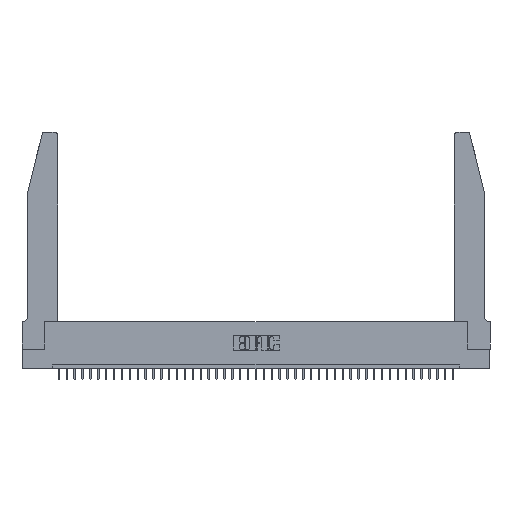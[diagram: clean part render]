
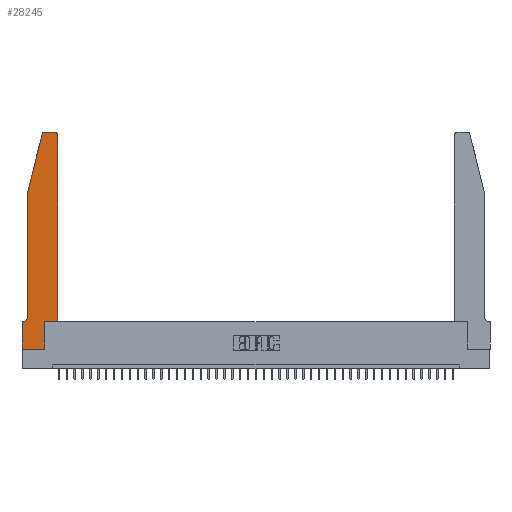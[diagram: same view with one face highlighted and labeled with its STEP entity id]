
A CAD part, top view. The second image highlights one B-rep face of the part: STEP entity #28245.
In plain terms, the highlighted planar face has unit normal (0, 0, 1).
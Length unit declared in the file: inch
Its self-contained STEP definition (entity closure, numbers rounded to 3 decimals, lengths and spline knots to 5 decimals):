
#200 = CARTESIAN_POINT ( 'NONE',  ( 0.2865, 0., 0.37 ) ) ;
#265 = DIRECTION ( 'NONE',  ( 1., 0., 0. ) ) ;
#1805 = CARTESIAN_POINT ( 'NONE',  ( 0.0755, 2., 0.37 ) ) ;
#1921 = VECTOR ( 'NONE', #9456, 39.37008 ) ;
#2651 = ORIENTED_EDGE ( 'NONE', *, *, #9896, .T. ) ;
#3103 = VERTEX_POINT ( 'NONE', #24944 ) ;
#3408 = CARTESIAN_POINT ( 'NONE',  ( 0., 0., 0.37 ) ) ;
#3766 = EDGE_CURVE ( 'NONE', #41986, #36795, #7220, .T. ) ;
#3790 = CARTESIAN_POINT ( 'NONE',  ( 0.4505, 2.72, 0.37 ) ) ;
#4097 = DIRECTION ( 'NONE',  ( 0., 0., 1. ) ) ;
#4765 = CIRCLE ( 'NONE', #6118, 0.03 ) ;
#4793 = VECTOR ( 'NONE', #10992, 39.37008 ) ;
#5033 = LINE ( 'NONE', #36180, #39121 ) ;
#5609 = DIRECTION ( 'NONE',  ( 0., 1., 0. ) ) ;
#6038 = EDGE_CURVE ( 'NONE', #11380, #40276, #33669, .T. ) ;
#6118 = AXIS2_PLACEMENT_3D ( 'NONE', #8935, #9148, #6149 ) ;
#6149 = DIRECTION ( 'NONE',  ( 1., 0., 0. ) ) ;
#6755 = VERTEX_POINT ( 'NONE', #14010 ) ;
#7030 = DIRECTION ( 'NONE',  ( 1., 0., 0. ) ) ;
#7107 = EDGE_CURVE ( 'NONE', #37642, #36049, #25623, .T. ) ;
#7220 = CIRCLE ( 'NONE', #18093, 0.03 ) ;
#7497 = PLANE ( 'NONE',  #25046 ) ;
#8081 = ORIENTED_EDGE ( 'NONE', *, *, #21977, .T. ) ;
#8204 = CARTESIAN_POINT ( 'NONE',  ( 0.4205, 2.72, 0.37 ) ) ;
#8372 = CARTESIAN_POINT ( 'NONE',  ( 0.4205, 2.75, 0.37 ) ) ;
#8695 = CARTESIAN_POINT ( 'NONE',  ( 0.2605, 2.75, 0.37 ) ) ;
#8926 = ORIENTED_EDGE ( 'NONE', *, *, #6038, .T. ) ;
#8935 = CARTESIAN_POINT ( 'NONE',  ( 0.284, 2.72, 0.37 ) ) ;
#8946 = VERTEX_POINT ( 'NONE', #23351 ) ;
#9031 = VECTOR ( 'NONE', #21941, 39.37008 ) ;
#9148 = DIRECTION ( 'NONE',  ( 0., 0., 1. ) ) ;
#9456 = DIRECTION ( 'NONE',  ( 1., 0., 0. ) ) ;
#9896 = EDGE_CURVE ( 'NONE', #18244, #8946, #11084, .T. ) ;
#10483 = CARTESIAN_POINT ( 'NONE',  ( 0., 0.35, 0.37 ) ) ;
#10794 = ORIENTED_EDGE ( 'NONE', *, *, #37128, .T. ) ;
#10992 = DIRECTION ( 'NONE',  ( -0.239, -0.971, 0. ) ) ;
#11084 = LINE ( 'NONE', #37254, #15301 ) ;
#11197 = LINE ( 'NONE', #1805, #4793 ) ;
#11302 = EDGE_CURVE ( 'NONE', #40276, #18244, #20565, .T. ) ;
#11380 = VERTEX_POINT ( 'NONE', #31349 ) ;
#11449 = ORIENTED_EDGE ( 'NONE', *, *, #35368, .T. ) ;
#11531 = LINE ( 'NONE', #40654, #28337 ) ;
#11737 = DIRECTION ( 'NONE',  ( 0., 1., 0. ) ) ;
#12133 = DIRECTION ( 'NONE',  ( -1., 0., 0. ) ) ;
#14010 = CARTESIAN_POINT ( 'NONE',  ( 0.284, 2.75, 0.37 ) ) ;
#14639 = DIRECTION ( 'NONE',  ( 0., 0., 1. ) ) ;
#14706 = EDGE_CURVE ( 'NONE', #3103, #32428, #5033, .T. ) ;
#15301 = VECTOR ( 'NONE', #24069, 39.37008 ) ;
#15374 = DIRECTION ( 'NONE',  ( 0., 0., -1. ) ) ;
#15591 = LINE ( 'NONE', #3408, #9031 ) ;
#15731 = EDGE_CURVE ( 'NONE', #32428, #37642, #11531, .T. ) ;
#16428 = CARTESIAN_POINT ( 'NONE',  ( 0.0755, 0.42, 0.37 ) ) ;
#17776 = ORIENTED_EDGE ( 'NONE', *, *, #21199, .T. ) ;
#18093 = AXIS2_PLACEMENT_3D ( 'NONE', #8204, #14639, #24386 ) ;
#18244 = VERTEX_POINT ( 'NONE', #36461 ) ;
#18489 = DIRECTION ( 'NONE',  ( -1., 0., 0. ) ) ;
#18879 = VECTOR ( 'NONE', #31929, 39.37008 ) ;
#20565 = CIRCLE ( 'NONE', #26697, 0.07 ) ;
#21199 = EDGE_CURVE ( 'NONE', #6755, #39002, #4765, .T. ) ;
#21814 = LINE ( 'NONE', #35402, #30853 ) ;
#21941 = DIRECTION ( 'NONE',  ( 0., -1., 0. ) ) ;
#21977 = EDGE_CURVE ( 'NONE', #39002, #11380, #11197, .T. ) ;
#23351 = CARTESIAN_POINT ( 'NONE',  ( 0., 0.35, 0.37 ) ) ;
#24057 = ORIENTED_EDGE ( 'NONE', *, *, #3766, .T. ) ;
#24069 = DIRECTION ( 'NONE',  ( -1., 0., 0. ) ) ;
#24386 = DIRECTION ( 'NONE',  ( 1., 0., 0. ) ) ;
#24944 = CARTESIAN_POINT ( 'NONE',  ( 0., 0., 0.37 ) ) ;
#25046 = AXIS2_PLACEMENT_3D ( 'NONE', #10483, #4097, #265 ) ;
#25623 = LINE ( 'NONE', #38583, #1921 ) ;
#26697 = AXIS2_PLACEMENT_3D ( 'NONE', #41886, #15374, #12133 ) ;
#26699 = EDGE_CURVE ( 'NONE', #36049, #41986, #21814, .T. ) ;
#27516 = EDGE_LOOP ( 'NONE', ( #10794, #17776, #8081, #8926, #30068, #2651, #11449, #41142, #32322, #34649, #32800, #24057 ) ) ;
#28245 = ADVANCED_FACE ( 'NONE', ( #39598 ), #7497, .T. ) ;
#28337 = VECTOR ( 'NONE', #11737, 39.37008 ) ;
#28391 = CARTESIAN_POINT ( 'NONE',  ( 0.4505, 0.35, 0.37 ) ) ;
#29599 = VECTOR ( 'NONE', #18489, 39.37008 ) ;
#30068 = ORIENTED_EDGE ( 'NONE', *, *, #11302, .T. ) ;
#30853 = VECTOR ( 'NONE', #5609, 39.37008 ) ;
#31349 = CARTESIAN_POINT ( 'NONE',  ( 0.0755, 2., 0.37 ) ) ;
#31929 = DIRECTION ( 'NONE',  ( 0., -1., 0. ) ) ;
#32322 = ORIENTED_EDGE ( 'NONE', *, *, #15731, .T. ) ;
#32428 = VERTEX_POINT ( 'NONE', #200 ) ;
#32800 = ORIENTED_EDGE ( 'NONE', *, *, #26699, .T. ) ;
#33669 = LINE ( 'NONE', #40235, #18879 ) ;
#34649 = ORIENTED_EDGE ( 'NONE', *, *, #7107, .T. ) ;
#35368 = EDGE_CURVE ( 'NONE', #8946, #3103, #15591, .T. ) ;
#35402 = CARTESIAN_POINT ( 'NONE',  ( 0.4505, 0.35, 0.37 ) ) ;
#36049 = VERTEX_POINT ( 'NONE', #28391 ) ;
#36180 = CARTESIAN_POINT ( 'NONE',  ( 0., 0., 0.37 ) ) ;
#36461 = CARTESIAN_POINT ( 'NONE',  ( 0.0055, 0.35, 0.37 ) ) ;
#36795 = VERTEX_POINT ( 'NONE', #8372 ) ;
#37128 = EDGE_CURVE ( 'NONE', #36795, #6755, #41208, .T. ) ;
#37254 = CARTESIAN_POINT ( 'NONE',  ( 0.0755, 0.35, 0.37 ) ) ;
#37642 = VERTEX_POINT ( 'NONE', #38621 ) ;
#38583 = CARTESIAN_POINT ( 'NONE',  ( 0.4505, 0.35, 0.37 ) ) ;
#38621 = CARTESIAN_POINT ( 'NONE',  ( 0.2865, 0.35, 0.37 ) ) ;
#39002 = VERTEX_POINT ( 'NONE', #41107 ) ;
#39121 = VECTOR ( 'NONE', #7030, 39.37008 ) ;
#39598 = FACE_OUTER_BOUND ( 'NONE', #27516, .T. ) ;
#40235 = CARTESIAN_POINT ( 'NONE',  ( 0.0755, 2., 0.37 ) ) ;
#40276 = VERTEX_POINT ( 'NONE', #16428 ) ;
#40654 = CARTESIAN_POINT ( 'NONE',  ( 0.2865, 0.35, 0.37 ) ) ;
#41107 = CARTESIAN_POINT ( 'NONE',  ( 0.25487, 2.72718, 0.37 ) ) ;
#41142 = ORIENTED_EDGE ( 'NONE', *, *, #14706, .T. ) ;
#41208 = LINE ( 'NONE', #8695, #29599 ) ;
#41886 = CARTESIAN_POINT ( 'NONE',  ( 0.0055, 0.42, 0.37 ) ) ;
#41986 = VERTEX_POINT ( 'NONE', #3790 ) ;
